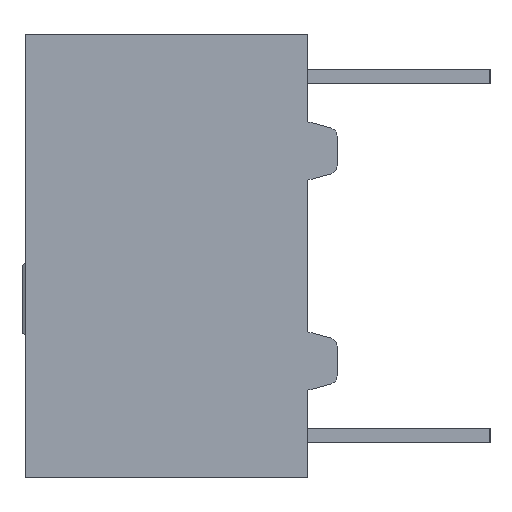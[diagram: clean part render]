
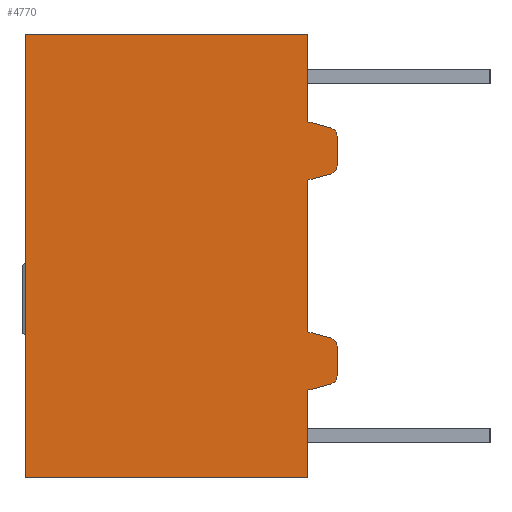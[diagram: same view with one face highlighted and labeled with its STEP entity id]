
A CAD part, left-side view. The second image highlights one B-rep face of the part: STEP entity #4770.
In plain terms, the highlighted planar face has unit normal (-1, 0, 0).
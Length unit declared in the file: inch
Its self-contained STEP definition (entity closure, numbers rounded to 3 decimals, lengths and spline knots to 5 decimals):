
#3619=DIRECTION('',(0.,0.966,0.259));
#3620=VECTOR('',#3619,0.02013);
#3621=CARTESIAN_POINT('',(-0.49,-0.13644,0.10979));
#3622=LINE('',#3621,#3620);
#3623=CARTESIAN_POINT('',(-0.49,-0.1345,0.10255));
#3624=DIRECTION('',(-1.,0.,0.));
#3625=DIRECTION('',(0.,-1.,0.));
#3626=AXIS2_PLACEMENT_3D('',#3623,#3624,#3625);
#3628=DIRECTION('',(0.,0.,1.));
#3629=VECTOR('',#3628,0.02509);
#3630=CARTESIAN_POINT('',(-0.49,-0.142,0.07745));
#3631=LINE('',#3630,#3629);
#3632=CARTESIAN_POINT('',(-0.49,-0.1345,0.07745));
#3633=DIRECTION('',(-1.,0.,0.));
#3634=DIRECTION('',(0.,-0.259,-0.966));
#3635=AXIS2_PLACEMENT_3D('',#3632,#3633,#3634);
#3637=DIRECTION('',(0.,-0.966,0.259));
#3638=VECTOR('',#3637,0.02013);
#3639=CARTESIAN_POINT('',(-0.49,-0.117,0.065));
#3640=LINE('',#3639,#3638);
#3641=DIRECTION('',(0.,0.966,0.259));
#3642=VECTOR('',#3641,0.02013);
#3643=CARTESIAN_POINT('',(-0.49,-0.13644,-0.07021));
#3644=LINE('',#3643,#3642);
#3645=CARTESIAN_POINT('',(-0.49,-0.1345,-0.07745));
#3646=DIRECTION('',(-1.,0.,0.));
#3647=DIRECTION('',(0.,-1.,0.));
#3648=AXIS2_PLACEMENT_3D('',#3645,#3646,#3647);
#3650=DIRECTION('',(0.,0.,1.));
#3651=VECTOR('',#3650,0.02509);
#3652=CARTESIAN_POINT('',(-0.49,-0.142,-0.10255));
#3653=LINE('',#3652,#3651);
#3654=CARTESIAN_POINT('',(-0.49,-0.1345,-0.10255));
#3655=DIRECTION('',(-1.,0.,0.));
#3656=DIRECTION('',(0.,-0.259,-0.966));
#3657=AXIS2_PLACEMENT_3D('',#3654,#3655,#3656);
#3659=DIRECTION('',(0.,-0.966,0.259));
#3660=VECTOR('',#3659,0.02013);
#3661=CARTESIAN_POINT('',(-0.49,-0.117,-0.115));
#3662=LINE('',#3661,#3660);
#3663=DIRECTION('',(0.,1.,0.));
#3664=VECTOR('',#3663,0.242);
#3665=CARTESIAN_POINT('',(-0.49,-0.117,-0.19));
#3666=LINE('',#3665,#3664);
#3667=DIRECTION('',(0.,0.,1.));
#3668=VECTOR('',#3667,0.38);
#3669=CARTESIAN_POINT('',(-0.49,0.125,-0.19));
#3670=LINE('',#3669,#3668);
#3671=DIRECTION('',(0.,-1.,0.));
#3672=VECTOR('',#3671,0.242);
#3673=CARTESIAN_POINT('',(-0.49,0.125,0.19));
#3674=LINE('',#3673,#3672);
#3679=DIRECTION('',(0.,0.,1.));
#3680=VECTOR('',#3679,0.13);
#3681=CARTESIAN_POINT('',(-0.49,-0.117,-0.065));
#3682=LINE('',#3681,#3680);
#3699=DIRECTION('',(0.,0.,1.));
#3700=VECTOR('',#3699,0.075);
#3701=CARTESIAN_POINT('',(-0.49,-0.117,-0.19));
#3702=LINE('',#3701,#3700);
#3755=DIRECTION('',(0.,0.,1.));
#3756=VECTOR('',#3755,0.075);
#3757=CARTESIAN_POINT('',(-0.49,-0.117,0.115));
#3758=LINE('',#3757,#3756);
#4443=CARTESIAN_POINT('',(-0.49,0.125,0.19));
#4444=CARTESIAN_POINT('',(-0.49,-0.117,0.19));
#4445=VERTEX_POINT('',#4443);
#4446=VERTEX_POINT('',#4444);
#4447=CARTESIAN_POINT('',(-0.49,-0.117,-0.19));
#4448=CARTESIAN_POINT('',(-0.49,0.125,-0.19));
#4449=VERTEX_POINT('',#4447);
#4450=VERTEX_POINT('',#4448);
#4619=CARTESIAN_POINT('',(-0.49,-0.13644,-0.10979));
#4620=CARTESIAN_POINT('',(-0.49,-0.142,-0.10255));
#4621=VERTEX_POINT('',#4619);
#4622=VERTEX_POINT('',#4620);
#4623=CARTESIAN_POINT('',(-0.49,-0.142,-0.07745));
#4624=VERTEX_POINT('',#4623);
#4625=CARTESIAN_POINT('',(-0.49,-0.13644,-0.07021));
#4626=VERTEX_POINT('',#4625);
#4627=CARTESIAN_POINT('',(-0.49,-0.13644,0.07021));
#4628=CARTESIAN_POINT('',(-0.49,-0.142,0.07745));
#4629=VERTEX_POINT('',#4627);
#4630=VERTEX_POINT('',#4628);
#4631=CARTESIAN_POINT('',(-0.49,-0.142,0.10255));
#4632=VERTEX_POINT('',#4631);
#4633=CARTESIAN_POINT('',(-0.49,-0.13644,0.10979));
#4634=VERTEX_POINT('',#4633);
#4651=CARTESIAN_POINT('',(-0.49,-0.117,-0.115));
#4653=VERTEX_POINT('',#4651);
#4655=CARTESIAN_POINT('',(-0.49,-0.117,-0.065));
#4657=VERTEX_POINT('',#4655);
#4659=CARTESIAN_POINT('',(-0.49,-0.117,0.065));
#4661=VERTEX_POINT('',#4659);
#4663=CARTESIAN_POINT('',(-0.49,-0.117,0.115));
#4665=VERTEX_POINT('',#4663);
#4731=CARTESIAN_POINT('',(-0.49,0.125,0.));
#4732=DIRECTION('',(1.,0.,0.));
#4733=DIRECTION('',(0.,0.,-1.));
#4734=AXIS2_PLACEMENT_3D('',#4731,#4732,#4733);
#4735=PLANE('',#4734);
#4737=ORIENTED_EDGE('',*,*,#4736,.F.);
#4739=ORIENTED_EDGE('',*,*,#4738,.F.);
#4741=ORIENTED_EDGE('',*,*,#4740,.F.);
#4743=ORIENTED_EDGE('',*,*,#4742,.F.);
#4745=ORIENTED_EDGE('',*,*,#4744,.F.);
#4747=ORIENTED_EDGE('',*,*,#4746,.F.);
#4749=ORIENTED_EDGE('',*,*,#4748,.F.);
#4751=ORIENTED_EDGE('',*,*,#4750,.F.);
#4753=ORIENTED_EDGE('',*,*,#4752,.F.);
#4755=ORIENTED_EDGE('',*,*,#4754,.F.);
#4757=ORIENTED_EDGE('',*,*,#4756,.F.);
#4759=ORIENTED_EDGE('',*,*,#4758,.F.);
#4761=ORIENTED_EDGE('',*,*,#4760,.F.);
#4763=ORIENTED_EDGE('',*,*,#4762,.T.);
#4765=ORIENTED_EDGE('',*,*,#4764,.T.);
#4767=ORIENTED_EDGE('',*,*,#4766,.T.);
#4768=EDGE_LOOP('',(#4737,#4739,#4741,#4743,#4745,#4747,#4749,#4751,#4753,#4755,
#4757,#4759,#4761,#4763,#4765,#4767));
#4769=FACE_OUTER_BOUND('',#4768,.F.);
#4770=ADVANCED_FACE('',(#4769),#4735,.F.);
#3627=CIRCLE('',#3626,0.0075);
#3636=CIRCLE('',#3635,0.0075);
#3649=CIRCLE('',#3648,0.0075);
#3658=CIRCLE('',#3657,0.0075);
#4736=EDGE_CURVE('',#4665,#4446,#3758,.T.);
#4738=EDGE_CURVE('',#4634,#4665,#3622,.T.);
#4740=EDGE_CURVE('',#4632,#4634,#3627,.T.);
#4742=EDGE_CURVE('',#4630,#4632,#3631,.T.);
#4744=EDGE_CURVE('',#4629,#4630,#3636,.T.);
#4746=EDGE_CURVE('',#4661,#4629,#3640,.T.);
#4748=EDGE_CURVE('',#4657,#4661,#3682,.T.);
#4750=EDGE_CURVE('',#4626,#4657,#3644,.T.);
#4752=EDGE_CURVE('',#4624,#4626,#3649,.T.);
#4754=EDGE_CURVE('',#4622,#4624,#3653,.T.);
#4756=EDGE_CURVE('',#4621,#4622,#3658,.T.);
#4758=EDGE_CURVE('',#4653,#4621,#3662,.T.);
#4760=EDGE_CURVE('',#4449,#4653,#3702,.T.);
#4762=EDGE_CURVE('',#4449,#4450,#3666,.T.);
#4764=EDGE_CURVE('',#4450,#4445,#3670,.T.);
#4766=EDGE_CURVE('',#4445,#4446,#3674,.T.);
